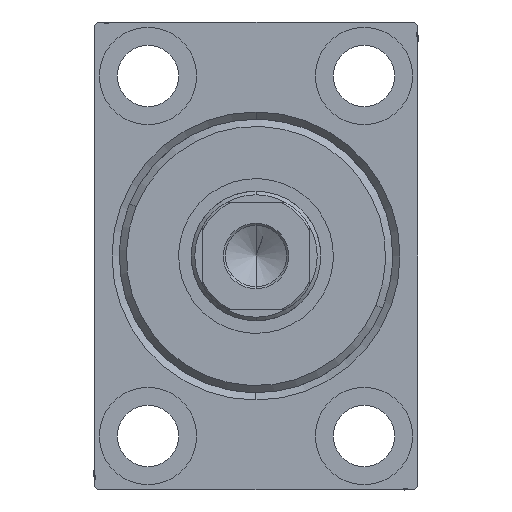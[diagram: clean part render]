
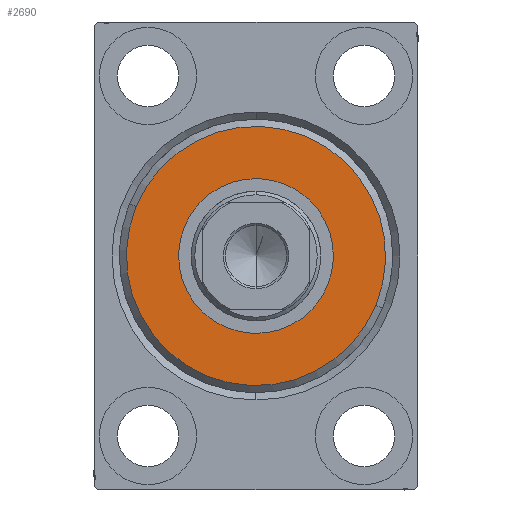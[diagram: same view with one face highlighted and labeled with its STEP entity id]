
A CAD part, left-side view. The second image highlights one B-rep face of the part: STEP entity #2690.
In plain terms, the highlighted face is planar.
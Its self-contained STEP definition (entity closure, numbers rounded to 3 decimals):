
#515 = VERTEX_POINT ( 'NONE', #22244 ) ;
#2090 = EDGE_CURVE ( 'NONE', #31650, #15664, #8442, .T. ) ;
#2690 = ADVANCED_FACE ( 'NONE', ( #32638, #35965 ), #18202, .T. ) ;
#3039 = CIRCLE ( 'NONE', #8725, 18. ) ;
#3941 = ORIENTED_EDGE ( 'NONE', *, *, #18433, .T. ) ;
#5256 = CARTESIAN_POINT ( 'NONE',  ( 3., 0., 0. ) ) ;
#6309 = AXIS2_PLACEMENT_3D ( 'NONE', #8085, #10533, #34761 ) ;
#7001 = AXIS2_PLACEMENT_3D ( 'NONE', #31749, #19081, #41982 ) ;
#8024 = CIRCLE ( 'NONE', #15143, 10.75 ) ;
#8085 = CARTESIAN_POINT ( 'NONE',  ( 3., 0., 0. ) ) ;
#8442 = CIRCLE ( 'NONE', #6309, 10.75 ) ;
#8725 = AXIS2_PLACEMENT_3D ( 'NONE', #14983, #41453, #11650 ) ;
#9175 = CARTESIAN_POINT ( 'NONE',  ( 3., 0., 0. ) ) ;
#10533 = DIRECTION ( 'NONE',  ( -1., 0., 0. ) ) ;
#11186 = ORIENTED_EDGE ( 'NONE', *, *, #2090, .T. ) ;
#11650 = DIRECTION ( 'NONE',  ( 0., 0., -1. ) ) ;
#12311 = DIRECTION ( 'NONE',  ( -1., 0., 0. ) ) ;
#14983 = CARTESIAN_POINT ( 'NONE',  ( 3., 0., 0. ) ) ;
#15143 = AXIS2_PLACEMENT_3D ( 'NONE', #9175, #12311, #26312 ) ;
#15664 = VERTEX_POINT ( 'NONE', #17887 ) ;
#17887 = CARTESIAN_POINT ( 'NONE',  ( 3., 0., 10.75 ) ) ;
#17941 = DIRECTION ( 'NONE',  ( 1., 0., 0. ) ) ;
#18077 = EDGE_CURVE ( 'NONE', #515, #29342, #18673, .T. ) ;
#18202 = PLANE ( 'NONE',  #7001 ) ;
#18433 = EDGE_CURVE ( 'NONE', #29342, #515, #3039, .T. ) ;
#18531 = EDGE_CURVE ( 'NONE', #15664, #31650, #8024, .T. ) ;
#18673 = CIRCLE ( 'NONE', #31452, 18. ) ;
#19081 = DIRECTION ( 'NONE',  ( 1., 0., 0. ) ) ;
#20982 = ORIENTED_EDGE ( 'NONE', *, *, #18531, .T. ) ;
#22236 = EDGE_LOOP ( 'NONE', ( #3941, #34550 ) ) ;
#22244 = CARTESIAN_POINT ( 'NONE',  ( 3., 0., -18. ) ) ;
#22579 = EDGE_LOOP ( 'NONE', ( #20982, #11186 ) ) ;
#26312 = DIRECTION ( 'NONE',  ( 0., 0., -1. ) ) ;
#27200 = CARTESIAN_POINT ( 'NONE',  ( 3., 0., -10.75 ) ) ;
#29342 = VERTEX_POINT ( 'NONE', #33674 ) ;
#31452 = AXIS2_PLACEMENT_3D ( 'NONE', #5256, #17941, #41713 ) ;
#31650 = VERTEX_POINT ( 'NONE', #27200 ) ;
#31749 = CARTESIAN_POINT ( 'NONE',  ( 3., 0., 0. ) ) ;
#32638 = FACE_OUTER_BOUND ( 'NONE', #22236, .T. ) ;
#33674 = CARTESIAN_POINT ( 'NONE',  ( 3., 0., 18. ) ) ;
#34550 = ORIENTED_EDGE ( 'NONE', *, *, #18077, .T. ) ;
#34761 = DIRECTION ( 'NONE',  ( 0., 0., -1. ) ) ;
#35965 = FACE_BOUND ( 'NONE', #22579, .T. ) ;
#41453 = DIRECTION ( 'NONE',  ( 1., 0., 0. ) ) ;
#41713 = DIRECTION ( 'NONE',  ( 0., 0., -1. ) ) ;
#41982 = DIRECTION ( 'NONE',  ( 0., 0., -1. ) ) ;
